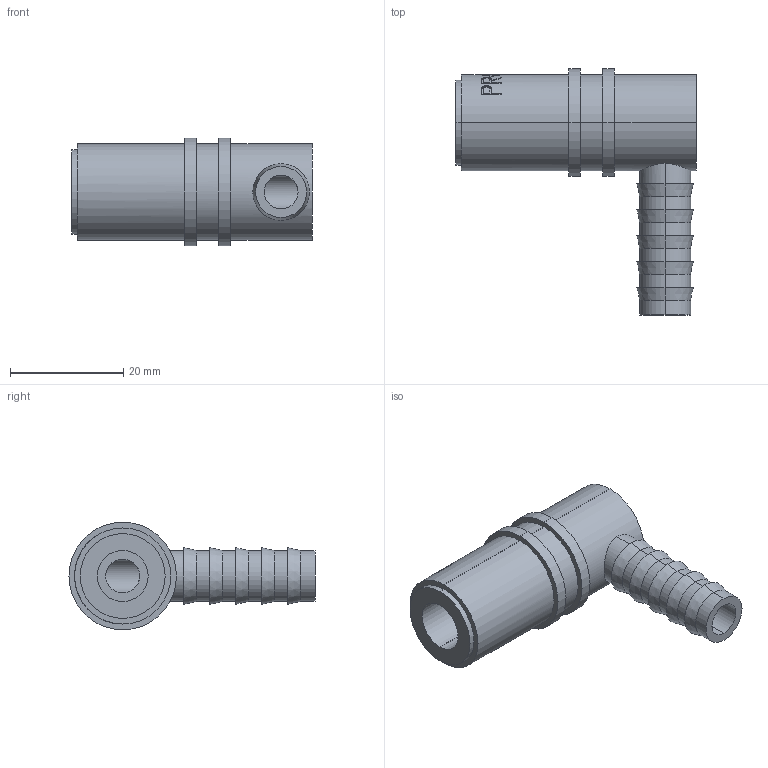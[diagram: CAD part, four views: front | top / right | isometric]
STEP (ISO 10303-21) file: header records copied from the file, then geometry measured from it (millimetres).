
FILE_DESCRIPTION (( 'STEP AP203' ), '1' );
FILE_NAME ('9c1d.STEP', '2022-07-20T12:46:58', ( '' ), ( '' ), 'SwSTEP 2.0', 'SolidWorks 2019', '' );
FILE_SCHEMA (( 'CONFIG_CONTROL_DESIGN' ));
Length unit declared in the file: millimetre
Products named in the file (1): 9c1d
Bounding box: 42.5 x 43.5 x 19 mm (x, y, z)
Volume: 9181.9 mm3; surface area: 5637.3 mm2
Topology: 3 solids, 3 shells, 137 faces, 330 edges, 216 vertices
Faces by surface type: plane 46, bspline 42, cylinder 39, cone 10
Entity records: 8888 total; most frequent: CARTESIAN_POINT 5903, ORIENTED_EDGE 660, DIRECTION 486, EDGE_CURVE 330, VERTEX_POINT 216, AXIS2_PLACEMENT_3D 200, EDGE_LOOP 160, B_SPLINE_CURVE_WITH_KNOTS 138
